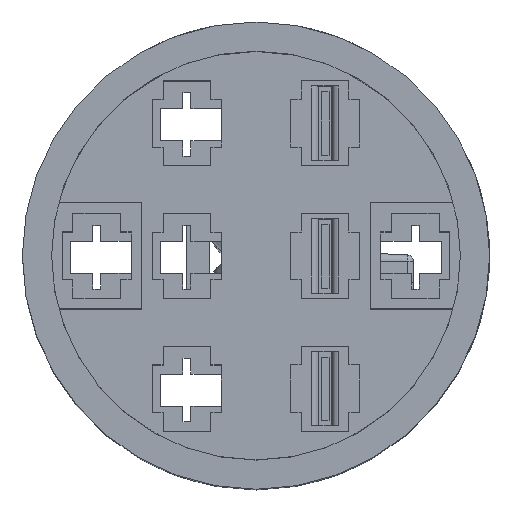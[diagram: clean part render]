
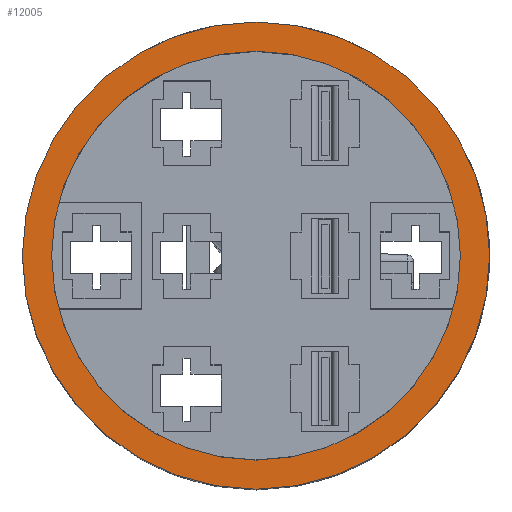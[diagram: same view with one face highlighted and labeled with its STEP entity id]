
A CAD part, top view. The second image highlights one B-rep face of the part: STEP entity #12005.
In plain terms, the highlighted planar face has unit normal (0, 0, 1).
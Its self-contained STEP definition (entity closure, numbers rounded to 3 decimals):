
#303=FACE_BOUND('',#1744,.T.);
#359=CIRCLE('',#12411,8.8);
#372=CIRCLE('',#12437,7.7);
#1082=FACE_OUTER_BOUND('',#1743,.T.);
#1743=EDGE_LOOP('',(#10075));
#1744=EDGE_LOOP('',(#10076));
#5242=VERTEX_POINT('',#18066);
#5275=VERTEX_POINT('',#18159);
#6537=EDGE_CURVE('',#5242,#5242,#359,.T.);
#6584=EDGE_CURVE('',#5275,#5275,#372,.T.);
#10075=ORIENTED_EDGE('',*,*,#6537,.F.);
#10076=ORIENTED_EDGE('',*,*,#6584,.T.);
#11477=PLANE('',#12666);
#12005=ADVANCED_FACE('',(#1082,#303),#11477,.T.);
#12411=AXIS2_PLACEMENT_3D('',#18067,#14079,#14080);
#12437=AXIS2_PLACEMENT_3D('',#18160,#14165,#14166);
#12666=AXIS2_PLACEMENT_3D('',#19495,#15108,#15109);
#14079=DIRECTION('center_axis',(0.,0.,
-1.));
#14080=DIRECTION('ref_axis',(0.,-1.,0.));
#14165=DIRECTION('center_axis',(0.,0.,
-1.));
#14166=DIRECTION('ref_axis',(0.,-1.,0.));
#15108=DIRECTION('center_axis',(0.,0.,
1.));
#15109=DIRECTION('ref_axis',(-1.,0.,0.));
#18066=CARTESIAN_POINT('',(0.,8.8,16.4));
#18067=CARTESIAN_POINT('Origin',(0.,0.,
16.4));
#18159=CARTESIAN_POINT('',(0.,7.7,16.4));
#18160=CARTESIAN_POINT('Origin',(0.,0.,
16.4));
#19495=CARTESIAN_POINT('Origin',(0.,0.,
16.4));
